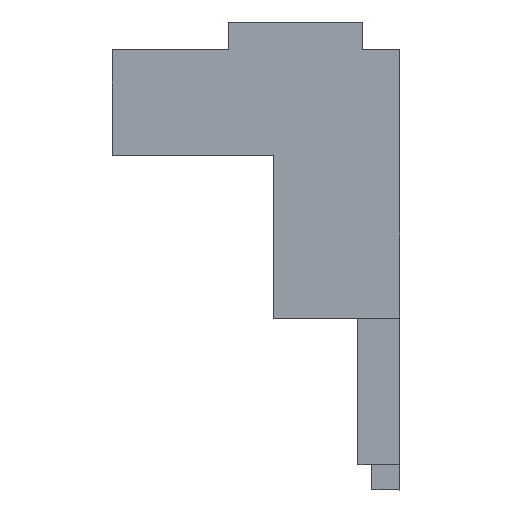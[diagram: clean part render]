
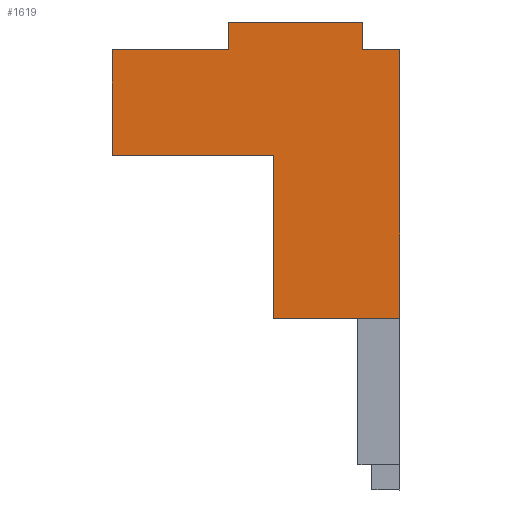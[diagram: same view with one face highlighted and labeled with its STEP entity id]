
A CAD part, left-side view. The second image highlights one B-rep face of the part: STEP entity #1619.
In plain terms, the highlighted planar face has unit normal (-1, 0, 0).
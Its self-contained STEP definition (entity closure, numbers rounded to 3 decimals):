
#1544=AXIS2_PLACEMENT_3D('Plane Axis2P3D',#1541,#1542,#1543) ;
#1262=CARTESIAN_POINT('Line Origine',(0.,11.25,50.5)) ;
#1266=CARTESIAN_POINT('Vertex',(0.,18.5,50.5)) ;
#1268=CARTESIAN_POINT('Vertex',(0.,4.,50.5)) ;
#1541=CARTESIAN_POINT('Axis2P3D Location',(0.,-0.5,47.55)) ;
#1546=CARTESIAN_POINT('Line Origine',(0.,4.,49.)) ;
#1550=CARTESIAN_POINT('Vertex',(0.,4.,47.5)) ;
#1553=CARTESIAN_POINT('Line Origine',(0.,18.5,49.)) ;
#1557=CARTESIAN_POINT('Vertex',(0.,18.5,47.5)) ;
#1560=CARTESIAN_POINT('Line Origine',(0.,24.75,47.5)) ;
#1564=CARTESIAN_POINT('Vertex',(0.,31.,47.5)) ;
#1567=CARTESIAN_POINT('Line Origine',(0.,31.,41.8)) ;
#1571=CARTESIAN_POINT('Vertex',(0.,31.,36.1)) ;
#1574=CARTESIAN_POINT('Line Origine',(0.,22.3,36.1)) ;
#1578=CARTESIAN_POINT('Vertex',(0.,13.6,36.1)) ;
#1581=CARTESIAN_POINT('Line Origine',(0.,13.6,27.325)) ;
#1585=CARTESIAN_POINT('Vertex',(0.,13.6,18.55)) ;
#1588=CARTESIAN_POINT('Line Origine',(0.,6.8,18.55)) ;
#1592=CARTESIAN_POINT('Vertex',(0.,0.,18.55)) ;
#1595=CARTESIAN_POINT('Line Origine',(0.,0.,33.025)) ;
#1599=CARTESIAN_POINT('Vertex',(0.,0.,47.5)) ;
#1602=CARTESIAN_POINT('Line Origine',(0.,2.,47.5)) ;
#1263=DIRECTION('Vector Direction',(0.,-1.,0.)) ;
#1542=DIRECTION('Axis2P3D Direction',(-1.,0.,0.)) ;
#1543=DIRECTION('Axis2P3D XDirection',(0.,0.,-1.)) ;
#1547=DIRECTION('Vector Direction',(0.,0.,-1.)) ;
#1554=DIRECTION('Vector Direction',(0.,0.,1.)) ;
#1561=DIRECTION('Vector Direction',(0.,-1.,0.)) ;
#1568=DIRECTION('Vector Direction',(0.,0.,1.)) ;
#1575=DIRECTION('Vector Direction',(0.,1.,0.)) ;
#1582=DIRECTION('Vector Direction',(0.,0.,1.)) ;
#1589=DIRECTION('Vector Direction',(0.,1.,0.)) ;
#1596=DIRECTION('Vector Direction',(0.,0.,1.)) ;
#1603=DIRECTION('Vector Direction',(0.,-1.,0.)) ;
#1264=VECTOR('Line Direction',#1263,1.) ;
#1548=VECTOR('Line Direction',#1547,1.) ;
#1555=VECTOR('Line Direction',#1554,1.) ;
#1562=VECTOR('Line Direction',#1561,1.) ;
#1569=VECTOR('Line Direction',#1568,1.) ;
#1576=VECTOR('Line Direction',#1575,1.) ;
#1583=VECTOR('Line Direction',#1582,1.) ;
#1590=VECTOR('Line Direction',#1589,1.) ;
#1597=VECTOR('Line Direction',#1596,1.) ;
#1604=VECTOR('Line Direction',#1603,1.) ;
#1608=ORIENTED_EDGE('',*,*,#1552,.F.) ;
#1609=ORIENTED_EDGE('',*,*,#1270,.F.) ;
#1610=ORIENTED_EDGE('',*,*,#1559,.F.) ;
#1611=ORIENTED_EDGE('',*,*,#1566,.F.) ;
#1612=ORIENTED_EDGE('',*,*,#1573,.F.) ;
#1613=ORIENTED_EDGE('',*,*,#1580,.F.) ;
#1614=ORIENTED_EDGE('',*,*,#1587,.F.) ;
#1615=ORIENTED_EDGE('',*,*,#1594,.F.) ;
#1616=ORIENTED_EDGE('',*,*,#1601,.T.) ;
#1617=ORIENTED_EDGE('',*,*,#1606,.F.) ;
#1619=ADVANCED_FACE('COVER',(#1618),#1545,.T.) ;
#1270=EDGE_CURVE('',#1267,#1269,#1265,.T.) ;
#1552=EDGE_CURVE('',#1269,#1551,#1549,.T.) ;
#1559=EDGE_CURVE('',#1558,#1267,#1556,.T.) ;
#1566=EDGE_CURVE('',#1565,#1558,#1563,.T.) ;
#1573=EDGE_CURVE('',#1572,#1565,#1570,.T.) ;
#1580=EDGE_CURVE('',#1579,#1572,#1577,.T.) ;
#1587=EDGE_CURVE('',#1586,#1579,#1584,.T.) ;
#1594=EDGE_CURVE('',#1593,#1586,#1591,.T.) ;
#1601=EDGE_CURVE('',#1593,#1600,#1598,.T.) ;
#1606=EDGE_CURVE('',#1551,#1600,#1605,.T.) ;
#1607=EDGE_LOOP('',(#1608,#1609,#1610,#1611,#1612,#1613,#1614,#1615,#1616,#1617)) ;
#1618=FACE_OUTER_BOUND('',#1607,.T.) ;
#1265=LINE('Line',#1262,#1264) ;
#1549=LINE('Line',#1546,#1548) ;
#1556=LINE('Line',#1553,#1555) ;
#1563=LINE('Line',#1560,#1562) ;
#1570=LINE('Line',#1567,#1569) ;
#1577=LINE('Line',#1574,#1576) ;
#1584=LINE('Line',#1581,#1583) ;
#1591=LINE('Line',#1588,#1590) ;
#1598=LINE('Line',#1595,#1597) ;
#1605=LINE('Line',#1602,#1604) ;
#1545=PLANE('',#1544) ;
#1267=VERTEX_POINT('',#1266) ;
#1269=VERTEX_POINT('',#1268) ;
#1551=VERTEX_POINT('',#1550) ;
#1558=VERTEX_POINT('',#1557) ;
#1565=VERTEX_POINT('',#1564) ;
#1572=VERTEX_POINT('',#1571) ;
#1579=VERTEX_POINT('',#1578) ;
#1586=VERTEX_POINT('',#1585) ;
#1593=VERTEX_POINT('',#1592) ;
#1600=VERTEX_POINT('',#1599) ;
